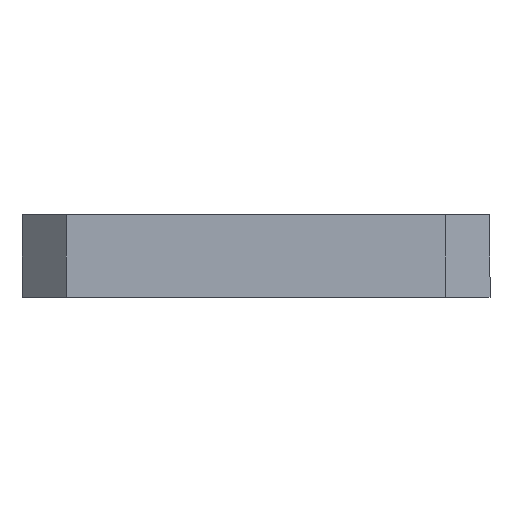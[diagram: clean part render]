
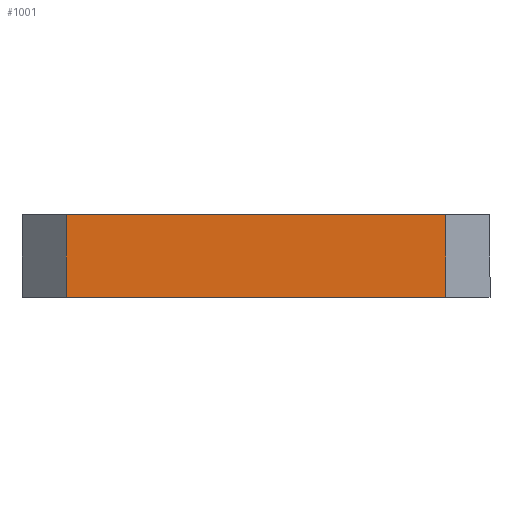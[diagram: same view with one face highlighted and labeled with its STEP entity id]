
A CAD part, left-side view. The second image highlights one B-rep face of the part: STEP entity #1001.
In plain terms, the highlighted planar face has unit normal (-1, 0, 0).
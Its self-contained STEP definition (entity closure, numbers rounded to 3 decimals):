
#215 = EDGE_CURVE ( 'NONE', #897, #1278, #1184, .T. ) ;
#238 = EDGE_LOOP ( 'NONE', ( #319, #2310, #2894, #2220 ) ) ;
#319 = ORIENTED_EDGE ( 'NONE', *, *, #919, .T. ) ;
#320 = DIRECTION ( 'NONE',  ( 0., -1., 0. ) ) ;
#436 = VERTEX_POINT ( 'NONE', #2665 ) ;
#583 = VERTEX_POINT ( 'NONE', #1697 ) ;
#589 = CARTESIAN_POINT ( 'NONE',  ( -21.15, 17.15, 15. ) ) ;
#668 = LINE ( 'NONE', #2767, #2051 ) ;
#715 = CARTESIAN_POINT ( 'NONE',  ( -21.15, -17.15, 15. ) ) ;
#897 = VERTEX_POINT ( 'NONE', #589 ) ;
#916 = LINE ( 'NONE', #2093, #2375 ) ;
#919 = EDGE_CURVE ( 'NONE', #897, #583, #916, .T. ) ;
#999 = FACE_OUTER_BOUND ( 'NONE', #238, .T. ) ;
#1001 = ADVANCED_FACE ( 'NONE', ( #999 ), #1621, .F. ) ;
#1157 = DIRECTION ( 'NONE',  ( 0., 0., -1. ) ) ;
#1184 = LINE ( 'NONE', #2831, #1328 ) ;
#1278 = VERTEX_POINT ( 'NONE', #715 ) ;
#1328 = VECTOR ( 'NONE', #320, 1000. ) ;
#1340 = EDGE_CURVE ( 'NONE', #436, #583, #668, .T. ) ;
#1355 = DIRECTION ( 'NONE',  ( 0., 0., -1. ) ) ;
#1367 = AXIS2_PLACEMENT_3D ( 'NONE', #1631, #2667, #1157 ) ;
#1621 = PLANE ( 'NONE',  #1367 ) ;
#1631 = CARTESIAN_POINT ( 'NONE',  ( -21.15, 21.15, 15. ) ) ;
#1690 = DIRECTION ( 'NONE',  ( 0., 0., 1. ) ) ;
#1697 = CARTESIAN_POINT ( 'NONE',  ( -21.15, 17.15, 7.5 ) ) ;
#1952 = LINE ( 'NONE', #3235, #3082 ) ;
#2051 = VECTOR ( 'NONE', #2563, 1000. ) ;
#2093 = CARTESIAN_POINT ( 'NONE',  ( -21.15, 17.15, 15. ) ) ;
#2220 = ORIENTED_EDGE ( 'NONE', *, *, #215, .F. ) ;
#2310 = ORIENTED_EDGE ( 'NONE', *, *, #1340, .F. ) ;
#2375 = VECTOR ( 'NONE', #1355, 1000. ) ;
#2563 = DIRECTION ( 'NONE',  ( 0., 1., 0. ) ) ;
#2608 = EDGE_CURVE ( 'NONE', #436, #1278, #1952, .T. ) ;
#2665 = CARTESIAN_POINT ( 'NONE',  ( -21.15, -17.15, 7.5 ) ) ;
#2667 = DIRECTION ( 'NONE',  ( 1., 0., 0. ) ) ;
#2767 = CARTESIAN_POINT ( 'NONE',  ( -21.15, -21.15, 7.5 ) ) ;
#2831 = CARTESIAN_POINT ( 'NONE',  ( -21.15, 21.15, 15. ) ) ;
#2894 = ORIENTED_EDGE ( 'NONE', *, *, #2608, .T. ) ;
#3082 = VECTOR ( 'NONE', #1690, 1000. ) ;
#3235 = CARTESIAN_POINT ( 'NONE',  ( -21.15, -17.15, 15. ) ) ;
